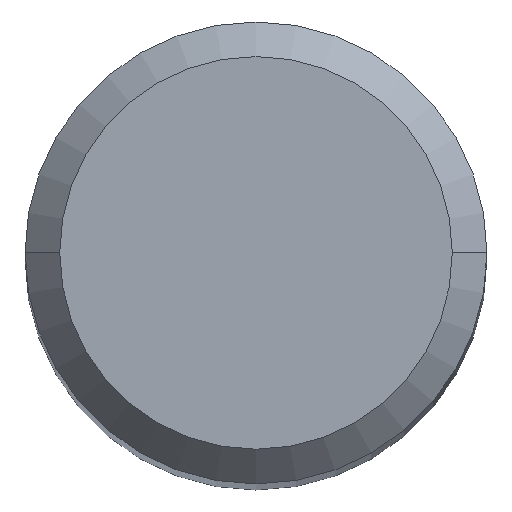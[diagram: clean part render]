
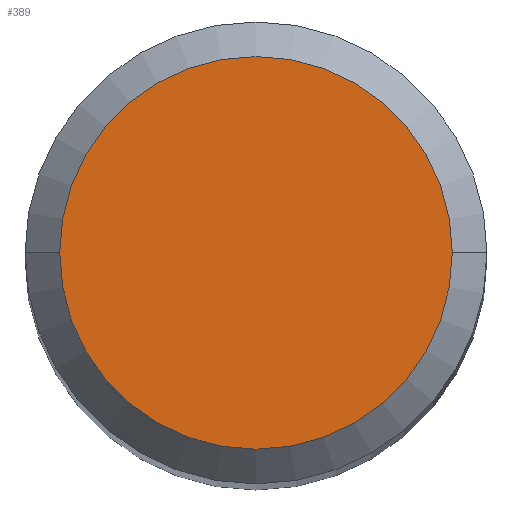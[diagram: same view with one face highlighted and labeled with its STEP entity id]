
A CAD part, top view. The second image highlights one B-rep face of the part: STEP entity #389.
In plain terms, the highlighted planar face has unit normal (0, 0, 1).
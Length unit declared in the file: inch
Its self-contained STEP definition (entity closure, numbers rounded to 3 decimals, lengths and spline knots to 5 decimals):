
#3 = CARTESIAN_POINT ( 'NONE',  ( 0., 0., 0. ) ) ;
#11 = DIRECTION ( 'NONE',  ( 1., 0., 0. ) ) ;
#27 = EDGE_LOOP ( 'NONE', ( #138, #186 ) ) ;
#36 = DIRECTION ( 'NONE',  ( 0., 0., 1. ) ) ;
#39 = EDGE_CURVE ( 'NONE', #66, #420, #470, .T. ) ;
#66 = VERTEX_POINT ( 'NONE', #81 ) ;
#75 = EDGE_CURVE ( 'NONE', #420, #66, #102, .T. ) ;
#81 = CARTESIAN_POINT ( 'NONE',  ( 0.10625, 0., 0. ) ) ;
#84 = CARTESIAN_POINT ( 'NONE',  ( 0., 0., 0. ) ) ;
#102 = CIRCLE ( 'NONE', #442, 0.10625 ) ;
#124 = DIRECTION ( 'NONE',  ( 0., 0., 1. ) ) ;
#138 = ORIENTED_EDGE ( 'NONE', *, *, #75, .T. ) ;
#179 = FACE_OUTER_BOUND ( 'NONE', #27, .T. ) ;
#186 = ORIENTED_EDGE ( 'NONE', *, *, #39, .T. ) ;
#214 = AXIS2_PLACEMENT_3D ( 'NONE', #3, #124, #11 ) ;
#233 = DIRECTION ( 'NONE',  ( -1., 0., 0. ) ) ;
#241 = DIRECTION ( 'NONE',  ( 1., 0., 0. ) ) ;
#314 = DIRECTION ( 'NONE',  ( 0., 0., -1. ) ) ;
#339 = PLANE ( 'NONE',  #392 ) ;
#385 = CARTESIAN_POINT ( 'NONE',  ( -0.10625, 0., 0. ) ) ;
#386 = CARTESIAN_POINT ( 'NONE',  ( 0., 0., 0. ) ) ;
#389 = ADVANCED_FACE ( 'NONE', ( #179 ), #339, .F. ) ;
#392 = AXIS2_PLACEMENT_3D ( 'NONE', #84, #314, #233 ) ;
#420 = VERTEX_POINT ( 'NONE', #385 ) ;
#442 = AXIS2_PLACEMENT_3D ( 'NONE', #386, #36, #241 ) ;
#470 = CIRCLE ( 'NONE', #214, 0.10625 ) ;
